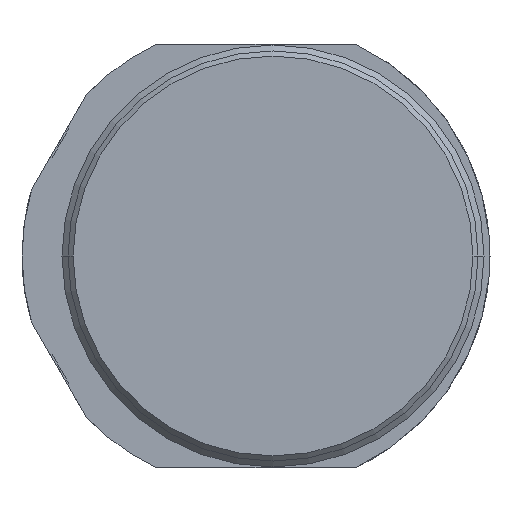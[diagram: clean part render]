
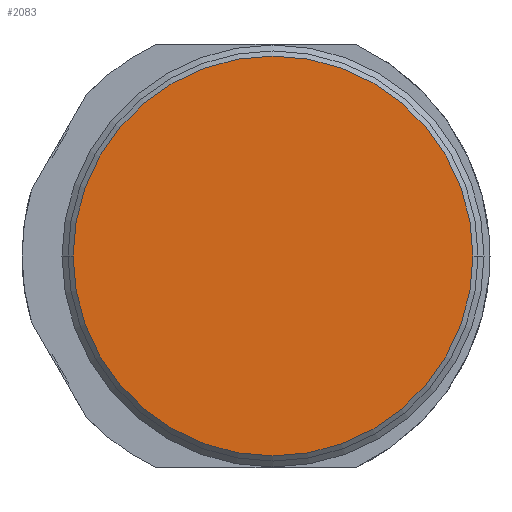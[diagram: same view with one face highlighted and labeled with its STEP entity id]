
A CAD part, left-side view. The second image highlights one B-rep face of the part: STEP entity #2083.
In plain terms, the highlighted planar face has unit normal (-1, 0, 0).
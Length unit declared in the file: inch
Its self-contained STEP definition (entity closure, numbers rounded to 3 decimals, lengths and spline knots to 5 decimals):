
#771=CARTESIAN_POINT('',(-4.688,-0.1,0.));
#772=DIRECTION('',(-1.,0.,0.));
#773=DIRECTION('',(0.,1.,0.));
#774=AXIS2_PLACEMENT_3D('',#771,#772,#773);
#801=CARTESIAN_POINT('',(-4.688,-0.1,0.));
#802=DIRECTION('',(1.,0.,0.));
#803=DIRECTION('',(0.,1.,0.));
#804=AXIS2_PLACEMENT_3D('',#801,#802,#803);
#1431=CARTESIAN_POINT('',(-4.688,1.075,0.));
#1432=CARTESIAN_POINT('',(-4.688,-1.275,0.));
#1433=VERTEX_POINT('',#1431);
#1434=VERTEX_POINT('',#1432);
#2073=CARTESIAN_POINT('',(-4.688,0.,0.));
#2074=DIRECTION('',(1.,0.,0.));
#2075=DIRECTION('',(0.,0.,-1.));
#2076=AXIS2_PLACEMENT_3D('',#2073,#2074,#2075);
#2077=PLANE('',#2076);
#2078=ORIENTED_EDGE('',*,*,#2063,.F.);
#2080=ORIENTED_EDGE('',*,*,#2079,.T.);
#2081=EDGE_LOOP('',(#2078,#2080));
#2082=FACE_OUTER_BOUND('',#2081,.F.);
#2083=ADVANCED_FACE('',(#2082),#2077,.F.);
#775=CIRCLE('',#774,1.175);
#805=CIRCLE('',#804,1.175);
#2063=EDGE_CURVE('',#1433,#1434,#775,.T.);
#2079=EDGE_CURVE('',#1433,#1434,#805,.T.);
